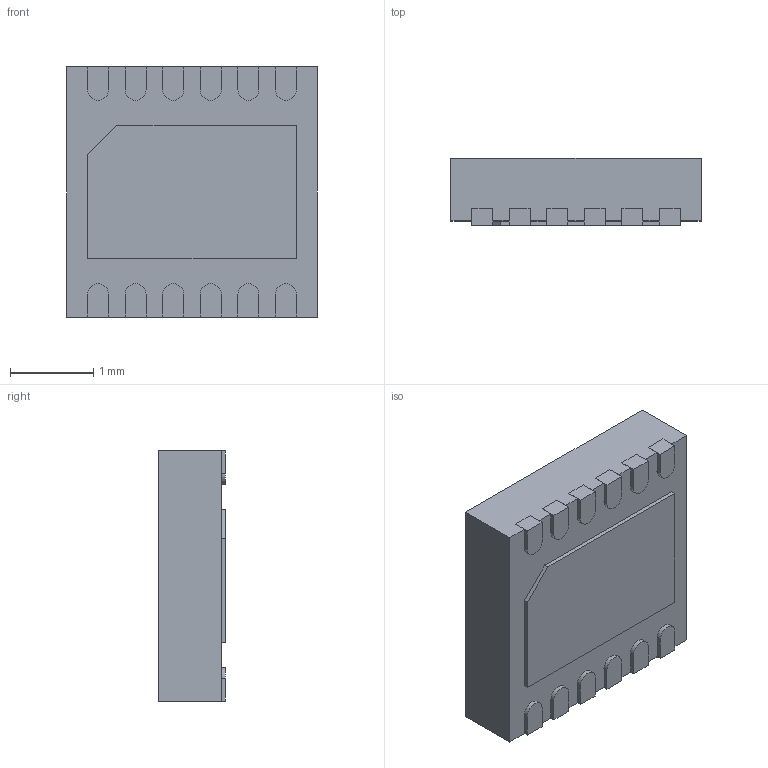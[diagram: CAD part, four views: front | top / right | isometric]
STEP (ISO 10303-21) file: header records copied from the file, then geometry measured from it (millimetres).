
FILE_DESCRIPTION (( 'STEP AP214' ), '1' );
FILE_NAME ('FT234XD-R.STEP', '2020-05-02T01:39:14', ( '' ), ( '' ), 'SwSTEP 2.0', 'SolidWorks 2017', '' );
FILE_SCHEMA (( 'AUTOMOTIVE_DESIGN' ));
Length unit declared in the file: millimetre
Products named in the file (1): FT234XD-R
Bounding box: 3 x 0.8 x 3 mm (x, y, z)
Volume: 7 mm3; surface area: 44 mm2
Topology: 14 solids, 14 shells, 151 faces, 366 edges, 244 vertices
Faces by surface type: plane 115, cylinder 36
Entity records: 4543 total; most frequent: CARTESIAN_POINT 762, DIRECTION 742, ORIENTED_EDGE 732, EDGE_CURVE 366, VECTOR 294, LINE 294, VERTEX_POINT 244, AXIS2_PLACEMENT_3D 224
